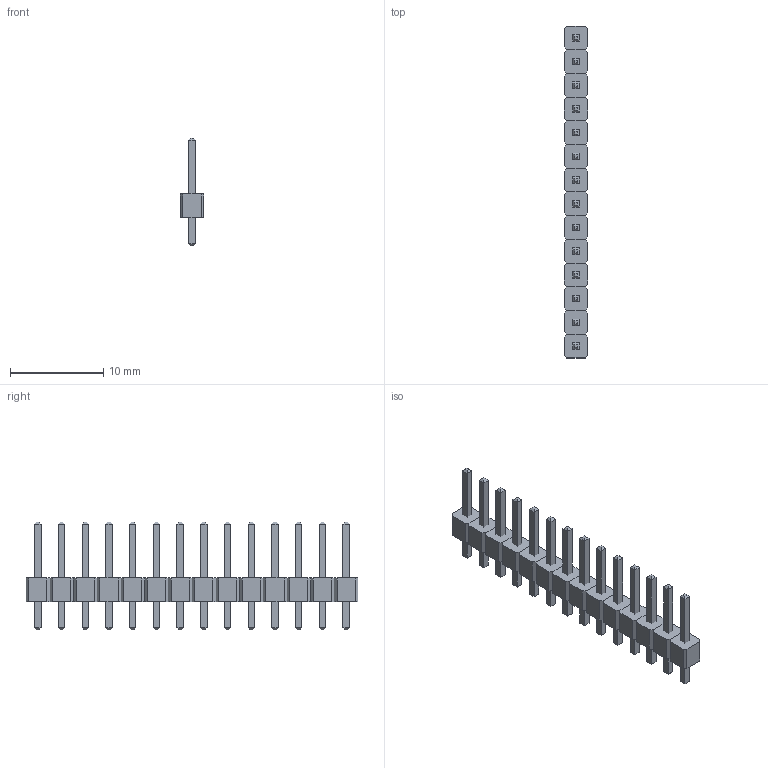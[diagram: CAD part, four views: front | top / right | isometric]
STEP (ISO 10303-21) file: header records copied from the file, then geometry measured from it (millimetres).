
FILE_DESCRIPTION(('FreeCAD Model'),'2;1');
FILE_NAME('Open CASCADE Shape Model','2022-06-14T01:18:19',( 'kicad StepUp'),('ksu MCAD'),'Open CASCADE STEP processor 7.5', 'FreeCAD','Unknown');
FILE_SCHEMA(('AUTOMOTIVE_DESIGN { 1 0 10303 214 1 1 1 1 }'));
Length unit declared in the file: millimetre
Products named in the file (3): PinHeader_P2.54mm_1x14; Body; Pin
Assembly tree (2 placements, depth 2):
  PinHeader_P2.54mm_1x14
    Body
    Pin
Bounding box: 2.54 x 35.56 x 11.5 mm (x, y, z)
Volume: 300.6 mm3; surface area: 837.3 mm2
Topology: 15 solids, 15 shells, 366 faces, 788 edges, 452 vertices
Faces by surface type: plane 366
Entity records: 19814 total; most frequent: CARTESIAN_POINT 3185, DIRECTION 3102, LINE 2364, VECTOR 2364, ORIENTED_EDGE 1576, PCURVE 1576, DEFINITIONAL_REPRESENTATION 1576, EDGE_CURVE 788
